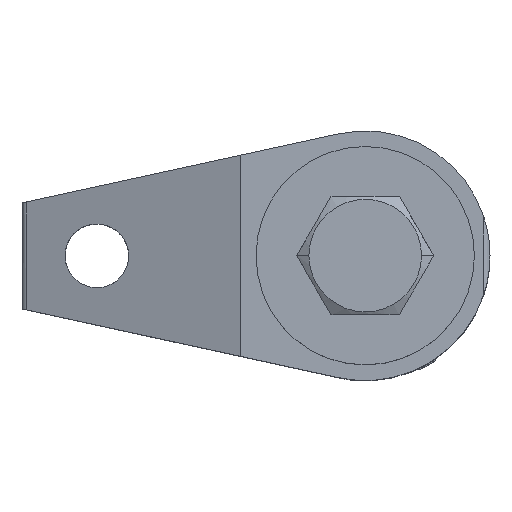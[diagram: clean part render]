
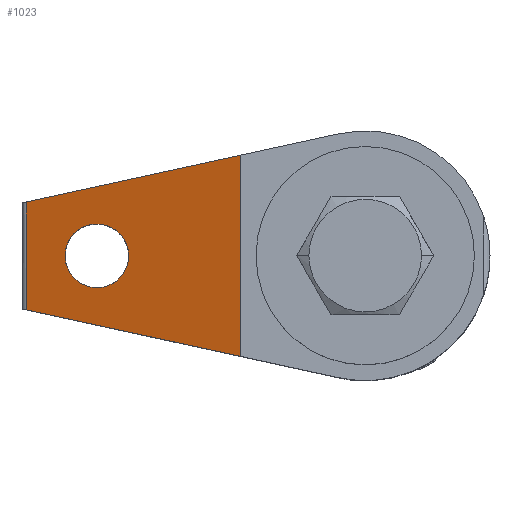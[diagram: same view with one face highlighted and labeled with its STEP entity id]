
A CAD part, top view. The second image highlights one B-rep face of the part: STEP entity #1023.
In plain terms, the highlighted planar face has unit normal (-0.311, 0, 0.951).
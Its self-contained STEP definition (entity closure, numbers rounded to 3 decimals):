
#467=EDGE_CURVE('',#1101,#747,#1335,.T.);
#493=VERTEX_POINT('',#1363);
#695=EDGE_CURVE('',#697,#747,#1585,.T.);
#697=VERTEX_POINT('',#1587);
#747=VERTEX_POINT('',#1643);
#889=EDGE_CURVE('',#493,#1259,#1803,.T.);
#1023=ADVANCED_FACE('',(#1952,#1953),#1954,.T.);
#1055=EDGE_CURVE('',#1259,#493,#1990,.T.);
#1065=EDGE_CURVE('',#1101,#1145,#2001,.T.);
#1101=VERTEX_POINT('',#2039);
#1145=VERTEX_POINT('',#2086);
#1259=VERTEX_POINT('',#2219);
#1285=EDGE_CURVE('',#1145,#697,#2246,.T.);
#1335=LINE('',#2292,#2293);
#1363=CARTESIAN_POINT('',(-48.1,0.,148.815));
#1585=LINE('',#2677,#2678);
#1587=CARTESIAN_POINT('',(-54.311,-8.65,146.785));
#1643=CARTESIAN_POINT('',(-20.,-16.116,158.0));
#1803=ELLIPSE('',#3005,5.366,5.1);
#1952=FACE_BOUND('',#3245,.T.);
#1953=FACE_OUTER_BOUND('',#3246,.T.);
#1954=PLANE('',#3247);
#1990=ELLIPSE('',#3295,5.366,5.1);
#2001=LINE('',#3318,#3319);
#2039=CARTESIAN_POINT('',(-20.,16.116,158.0));
#2086=CARTESIAN_POINT('',(-54.311,8.65,146.785));
#2219=CARTESIAN_POINT('',(-37.9,0.,152.149));
#2246=LINE('',#3686,#3687);
#2292=CARTESIAN_POINT('',(-20.,0.,158.0));
#2293=VECTOR('',#3744,1.0);
#2677=CARTESIAN_POINT('',(-53.851,-8.75,146.936));
#2678=VECTOR('',#3995,1.0);
#3005=AXIS2_PLACEMENT_3D('',#4274,#4275,#4276);
#3245=EDGE_LOOP('',(#4455,#4456));
#3246=EDGE_LOOP('',(#4457,#4458,#4459,#4460));
#3247=AXIS2_PLACEMENT_3D('',#4461,#4462,#4463);
#3295=AXIS2_PLACEMENT_3D('',#4511,#4512,#4513);
#3318=CARTESIAN_POINT('',(-30.826,13.76,154.462));
#3319=VECTOR('',#4525,1.0);
#3686=CARTESIAN_POINT('',(-54.311,0.,146.785));
#3687=VECTOR('',#4822,1.0);
#3744=DIRECTION('',(0.0,-1.0,0.));
#3995=DIRECTION('',(0.931,-0.203,0.304));
#4274=CARTESIAN_POINT('',(-43.0,0.,150.482));
#4275=DIRECTION('',(0.311,0.,-0.951));
#4276=DIRECTION('',(0.951,0.0,0.311));
#4455=ORIENTED_EDGE('',*,*,#889,.T.);
#4456=ORIENTED_EDGE('',*,*,#1055,.T.);
#4457=ORIENTED_EDGE('',*,*,#695,.T.);
#4458=ORIENTED_EDGE('',*,*,#467,.F.);
#4459=ORIENTED_EDGE('',*,*,#1065,.T.);
#4460=ORIENTED_EDGE('',*,*,#1285,.T.);
#4461=CARTESIAN_POINT('',(-54.311,0.,146.785));
#4462=DIRECTION('',(-0.311,0.,0.951));
#4463=DIRECTION('',(0.0,-1.0,0.));
#4511=CARTESIAN_POINT('',(-43.0,0.,150.482));
#4512=DIRECTION('',(0.311,0.,-0.951));
#4513=DIRECTION('',(0.951,0.0,0.311));
#4525=DIRECTION('',(-0.931,-0.203,-0.304));
#4822=DIRECTION('',(0.0,-1.0,0.));
